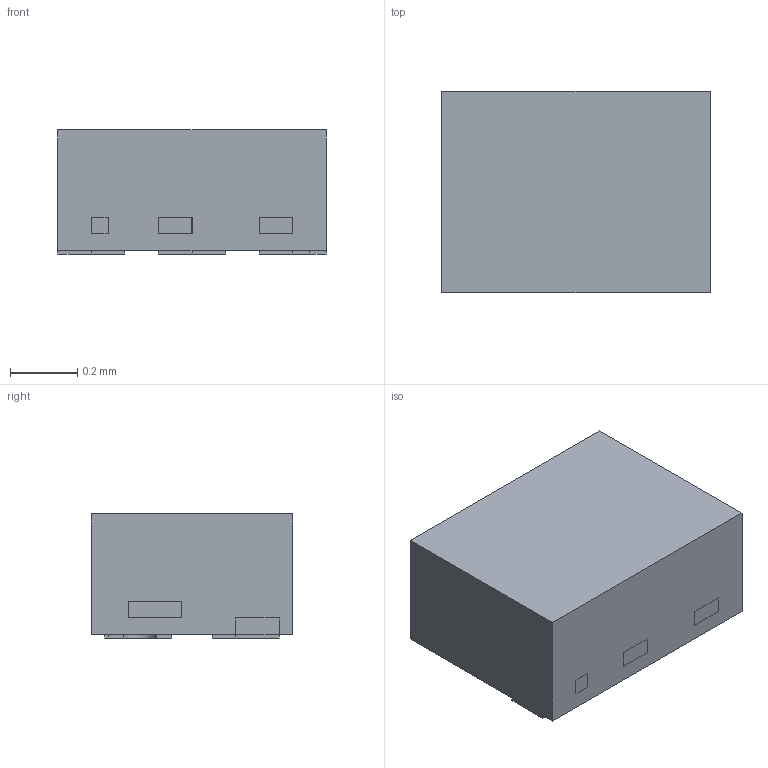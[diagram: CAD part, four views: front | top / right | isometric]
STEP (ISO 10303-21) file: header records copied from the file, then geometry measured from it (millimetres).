
FILE_DESCRIPTION(/* description */ (''),/* implementation_level */ '2;1');
FILE_NAME(/* name */ 'DFN0806H4-6_STP',/* time_stamp */ '2020-09-14T09:24:50+08:00',/* author */ ('Wei Wu'),/* organization */ ('Diodes'),/* preprocessor_version */ 'ST-DEVELOPER v16.7',/* originating_system */ 'DEX',/* authorisation */ $);
FILE_SCHEMA (('AUTOMOTIVE_DESIGN {1 0 10303 214 3 1 1}'));
Length unit declared in the file: millimetre
Products named in the file (4): DFN0806H4-6; Compound; LF; Plating
Assembly tree (3 placements, depth 2):
  DFN0806H4-6
    Compound
    LF
    Plating
Bounding box: 0.8 x 0.6 x 0.37 mm (x, y, z)
Volume: 0.2 mm3; surface area: 3.8 mm2
Topology: 13 solids, 13 shells, 216 faces, 578 edges, 384 vertices
Faces by surface type: plane 197, cylinder 19
Entity records: 7416 total; most frequent: CARTESIAN_POINT 1182, ORIENTED_EDGE 1156, DIRECTION 1056, EDGE_CURVE 578, LINE 540, VECTOR 540, VERTEX_POINT 384, AXIS2_PLACEMENT_3D 258
